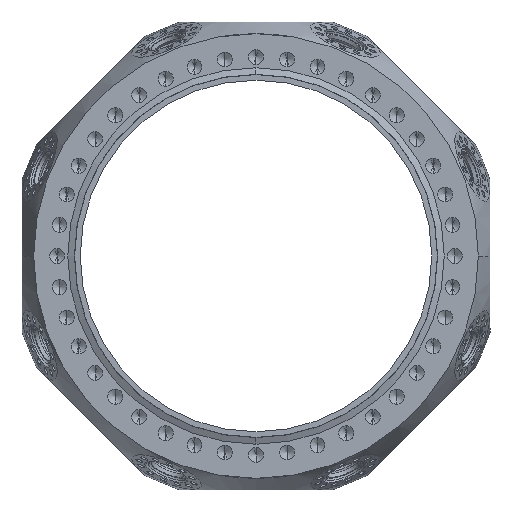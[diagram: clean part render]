
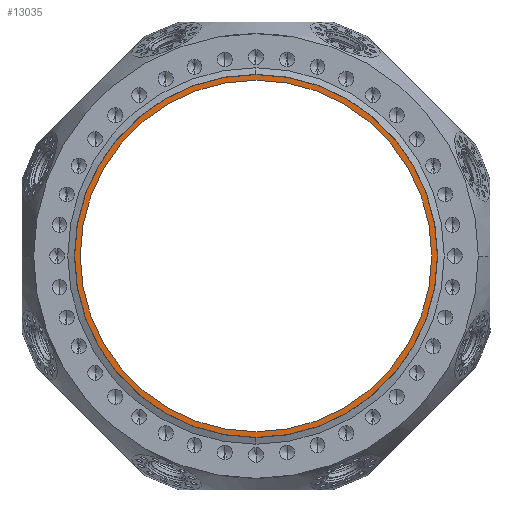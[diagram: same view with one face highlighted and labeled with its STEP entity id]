
A CAD part, front view. The second image highlights one B-rep face of the part: STEP entity #13035.
In plain terms, the highlighted planar face has unit normal (0, -1, 0).
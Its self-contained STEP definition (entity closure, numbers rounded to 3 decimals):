
#353 = DIRECTION ( 'NONE',  ( 0., 1., 0. ) ) ;
#812 = PLANE ( 'NONE',  #33245 ) ;
#1953 = CIRCLE ( 'NONE', #20152, 82.563 ) ;
#3781 = DIRECTION ( 'NONE',  ( 0., 0., 1. ) ) ;
#4335 = CARTESIAN_POINT ( 'NONE',  ( 0., -51.5, 0. ) ) ;
#4814 = FACE_BOUND ( 'NONE', #42263, .T. ) ;
#8443 = DIRECTION ( 'NONE',  ( 0., 1., 0. ) ) ;
#10460 = AXIS2_PLACEMENT_3D ( 'NONE', #35342, #18930, #43830 ) ;
#11723 = VERTEX_POINT ( 'NONE', #32106 ) ;
#13035 = ADVANCED_FACE ( 'NONE', ( #4814, #18172 ), #812, .F. ) ;
#15930 = ORIENTED_EDGE ( 'NONE', *, *, #43545, .F. ) ;
#16730 = ORIENTED_EDGE ( 'NONE', *, *, #47847, .F. ) ;
#18172 = FACE_OUTER_BOUND ( 'NONE', #37291, .T. ) ;
#18930 = DIRECTION ( 'NONE',  ( 0., 1., 0. ) ) ;
#20152 = AXIS2_PLACEMENT_3D ( 'NONE', #37954, #54971, #34268 ) ;
#20424 = CARTESIAN_POINT ( 'NONE',  ( 0., -51.5, 80. ) ) ;
#20941 = AXIS2_PLACEMENT_3D ( 'NONE', #4335, #353, #3781 ) ;
#22732 = CIRCLE ( 'NONE', #20941, 82.563 ) ;
#22785 = CIRCLE ( 'NONE', #44474, 80. ) ;
#25820 = CIRCLE ( 'NONE', #10460, 80. ) ;
#29412 = DIRECTION ( 'NONE',  ( 0., 0., 1. ) ) ;
#30871 = DIRECTION ( 'NONE',  ( 0., 1., 0. ) ) ;
#32106 = CARTESIAN_POINT ( 'NONE',  ( 0., -51.5, -80. ) ) ;
#33245 = AXIS2_PLACEMENT_3D ( 'NONE', #51621, #30871, #48174 ) ;
#34265 = VERTEX_POINT ( 'NONE', #50046 ) ;
#34268 = DIRECTION ( 'NONE',  ( 0., 0., 1. ) ) ;
#35342 = CARTESIAN_POINT ( 'NONE',  ( 0., -51.5, 0. ) ) ;
#35465 = ORIENTED_EDGE ( 'NONE', *, *, #52070, .T. ) ;
#37291 = EDGE_LOOP ( 'NONE', ( #15930, #16730 ) ) ;
#37954 = CARTESIAN_POINT ( 'NONE',  ( 0., -51.5, 0. ) ) ;
#38756 = CARTESIAN_POINT ( 'NONE',  ( 0., -51.5, 0. ) ) ;
#40295 = CARTESIAN_POINT ( 'NONE',  ( 0., -51.5, -82.563 ) ) ;
#41800 = EDGE_CURVE ( 'NONE', #43644, #11723, #22785, .T. ) ;
#42263 = EDGE_LOOP ( 'NONE', ( #35465, #43672 ) ) ;
#43545 = EDGE_CURVE ( 'NONE', #34265, #53945, #1953, .T. ) ;
#43644 = VERTEX_POINT ( 'NONE', #20424 ) ;
#43672 = ORIENTED_EDGE ( 'NONE', *, *, #41800, .T. ) ;
#43830 = DIRECTION ( 'NONE',  ( 0., 0., 1. ) ) ;
#44474 = AXIS2_PLACEMENT_3D ( 'NONE', #38756, #8443, #29412 ) ;
#47847 = EDGE_CURVE ( 'NONE', #53945, #34265, #22732, .T. ) ;
#48174 = DIRECTION ( 'NONE',  ( 0., 0., -1. ) ) ;
#50046 = CARTESIAN_POINT ( 'NONE',  ( 0., -51.5, 82.563 ) ) ;
#51621 = CARTESIAN_POINT ( 'NONE',  ( -82.563, -51.5, 0. ) ) ;
#52070 = EDGE_CURVE ( 'NONE', #11723, #43644, #25820, .T. ) ;
#53945 = VERTEX_POINT ( 'NONE', #40295 ) ;
#54971 = DIRECTION ( 'NONE',  ( 0., 1., 0. ) ) ;
